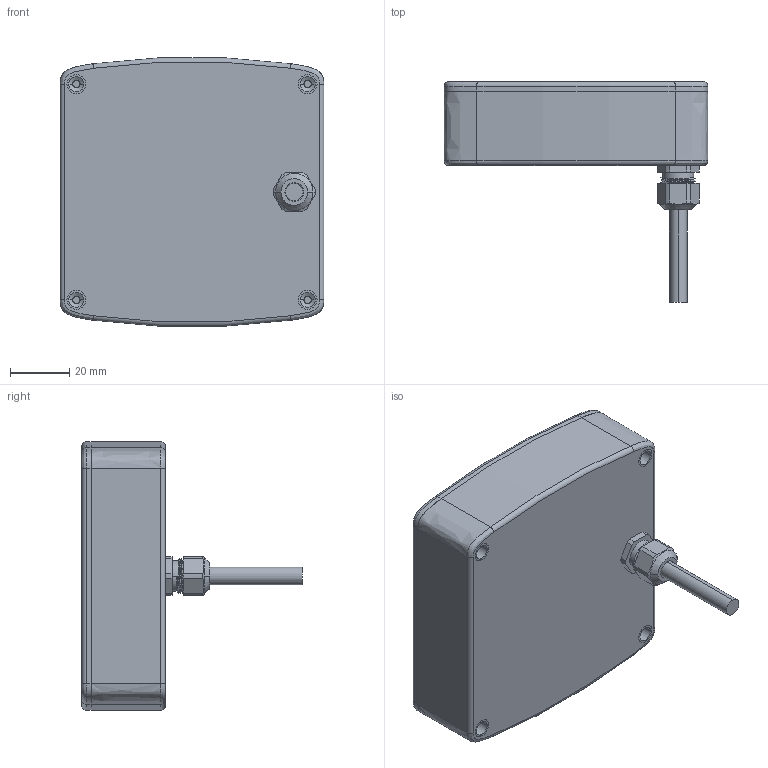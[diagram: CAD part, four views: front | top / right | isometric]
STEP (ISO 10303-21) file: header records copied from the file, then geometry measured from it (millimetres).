
FILE_DESCRIPTION((''),'2;1');
FILE_NAME('173031_ASM','2013-09-24T',('pdmadmin'),(''),'PRO/ENGINEER BY PARAMETRIC TECHNOLOGY CORPORATION, 2012300','PRO/ENGINEER BY PARAMETRIC TECHNOLOGY CORPORATION, 2012300','');
FILE_SCHEMA(('CONFIG_CONTROL_DESIGN'));
Products named in the file (7): 171464; 172705; 171395; 133697; 130487; CABLE_592_4COND; 173031_ASM
Assembly tree (9 placements, depth 2):
  173031_ASM
    171464
    172705
    171395
    133697  x4
    130487
    CABLE_592_4COND
Bounding box: 89 x 74.38 x 90.5 mm (x, y, z)
Volume: 114123.1 mm3; surface area: 60548.1 mm2
Topology: 10 solids, 19 shells, 372 faces, 912 edges, 587 vertices
Faces by surface type: cylinder 142, plane 139, cone 43, bspline 32, torus 16
Entity records: 13177 total; most frequent: CARTESIAN_POINT 5754, DIRECTION 1560, ORIENTED_EDGE 1458, EDGE_CURVE 750, AXIS2_PLACEMENT_3D 607, VERTEX_POINT 485, EDGE_LOOP 351, VECTOR 346
